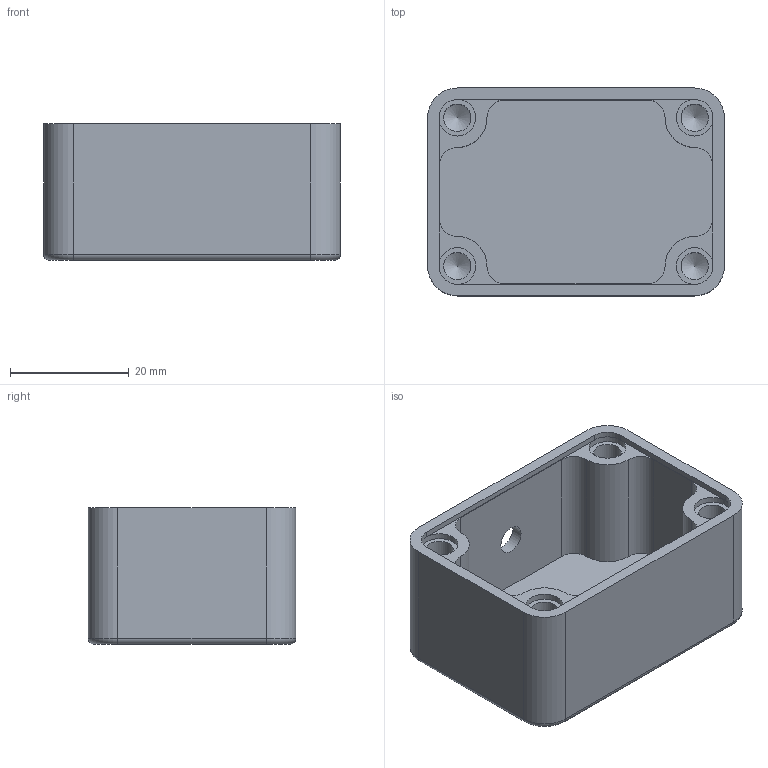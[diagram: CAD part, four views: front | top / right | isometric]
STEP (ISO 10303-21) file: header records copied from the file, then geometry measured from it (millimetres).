
FILE_DESCRIPTION(/* description */ ('STEP AP214'),/* implementation_level */ '2;1');
FILE_NAME(/* name */ '605407a83d365d10375c1a06',/* time_stamp */ '2021-03-19T02:08:40+00:00',/* author */ (''),/* organization */ (''),/* preprocessor_version */ 'ST-DEVELOPER v18.1',/* originating_system */ ' ',/* authorisation */ ' ');
FILE_SCHEMA (('AUTOMOTIVE_DESIGN {1 0 10303 214 3 1 1}'));
Length unit declared in the file: metre
Products named in the file (1): Bottom
Bounding box: 50 x 35 x 23 mm (x, y, z)
Volume: 13652.4 mm3; surface area: 10849.2 mm2
Topology: 1 solids, 1 shells, 61 faces, 148 edges, 95 vertices
Faces by surface type: cylinder 29, plane 20, cone 8, torus 4
Full cylindrical faces by diameter (mm): 4.6 x4, 4.8 x1, 6.2 x4
Entity records: 1744 total; most frequent: DIRECTION 324, CARTESIAN_POINT 286, ORIENTED_EDGE 260, AXIS2_PLACEMENT_3D 132, EDGE_CURVE 130, VERTEX_POINT 94, FACE_BOUND 86, EDGE_LOOP 82
